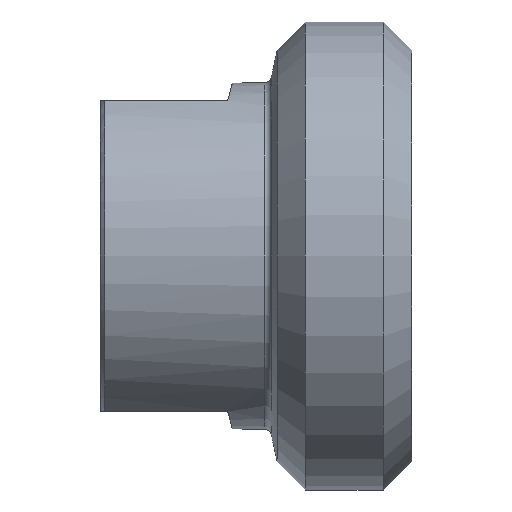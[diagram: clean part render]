
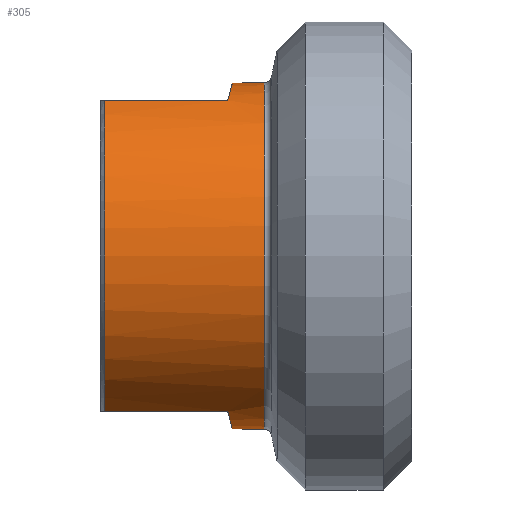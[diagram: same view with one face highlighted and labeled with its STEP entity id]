
A CAD part, front view. The second image highlights one B-rep face of the part: STEP entity #305.
In plain terms, the highlighted cylindrical face has radius 12.25 mm (diameter 24.5 mm), a full revolution.
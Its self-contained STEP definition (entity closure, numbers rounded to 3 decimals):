
#15=CYLINDRICAL_SURFACE('',#358,12.25);
#31=CIRCLE('',#344,12.25);
#32=CIRCLE('',#346,12.25);
#33=CIRCLE('',#347,12.25);
#37=CIRCLE('',#353,12.25);
#41=CIRCLE('',#357,12.25);
#51=ELLIPSE('',#335,12.682,12.25);
#52=ELLIPSE('',#338,12.682,12.25);
#62=FACE_OUTER_BOUND('',#80,.T.);
#80=EDGE_LOOP('',(#241,#242,#243,#244,#245,#246,#247,#248,#249,#250,#251,
#252,#253));
#89=LINE('',#485,#105);
#91=LINE('',#489,#107);
#93=LINE('',#504,#109);
#95=LINE('',#508,#111);
#98=LINE('',#546,#114);
#105=VECTOR('',#379,10.);
#107=VECTOR('',#381,10.);
#109=VECTOR('',#389,10.);
#111=VECTOR('',#391,10.);
#114=VECTOR('',#438,12.25);
#125=VERTEX_POINT('',#479);
#127=VERTEX_POINT('',#484);
#128=VERTEX_POINT('',#486);
#129=VERTEX_POINT('',#488);
#131=VERTEX_POINT('',#498);
#133=VERTEX_POINT('',#503);
#134=VERTEX_POINT('',#505);
#135=VERTEX_POINT('',#507);
#138=VERTEX_POINT('',#524);
#142=VERTEX_POINT('',#536);
#143=VERTEX_POINT('',#537);
#156=EDGE_CURVE('',#127,#125,#89,.T.);
#158=EDGE_CURVE('',#129,#128,#91,.T.);
#161=EDGE_CURVE('',#128,#127,#51,.T.);
#163=EDGE_CURVE('',#133,#131,#93,.T.);
#165=EDGE_CURVE('',#135,#134,#95,.T.);
#168=EDGE_CURVE('',#134,#133,#52,.T.);
#172=EDGE_CURVE('',#129,#131,#31,.T.);
#173=EDGE_CURVE('',#135,#138,#32,.T.);
#174=EDGE_CURVE('',#138,#125,#33,.T.);
#179=EDGE_CURVE('',#142,#143,#37,.T.);
#183=EDGE_CURVE('',#143,#142,#41,.T.);
#184=EDGE_CURVE('',#142,#138,#98,.T.);
#241=ORIENTED_EDGE('',*,*,#179,.F.);
#242=ORIENTED_EDGE('',*,*,#184,.T.);
#243=ORIENTED_EDGE('',*,*,#173,.F.);
#244=ORIENTED_EDGE('',*,*,#165,.T.);
#245=ORIENTED_EDGE('',*,*,#168,.T.);
#246=ORIENTED_EDGE('',*,*,#163,.T.);
#247=ORIENTED_EDGE('',*,*,#172,.F.);
#248=ORIENTED_EDGE('',*,*,#158,.T.);
#249=ORIENTED_EDGE('',*,*,#161,.T.);
#250=ORIENTED_EDGE('',*,*,#156,.T.);
#251=ORIENTED_EDGE('',*,*,#174,.F.);
#252=ORIENTED_EDGE('',*,*,#184,.F.);
#253=ORIENTED_EDGE('',*,*,#183,.F.);
#305=ADVANCED_FACE('',(#62),#15,.T.);
#335=AXIS2_PLACEMENT_3D('',#496,#385,#386);
#338=AXIS2_PLACEMENT_3D('',#515,#395,#396);
#344=AXIS2_PLACEMENT_3D('',#522,#407,#408);
#346=AXIS2_PLACEMENT_3D('',#525,#411,#412);
#347=AXIS2_PLACEMENT_3D('',#526,#413,#414);
#353=AXIS2_PLACEMENT_3D('',#538,#426,#427);
#357=AXIS2_PLACEMENT_3D('',#544,#434,#435);
#358=AXIS2_PLACEMENT_3D('',#545,#436,#437);
#379=DIRECTION('',(-1.,0.,0.));
#381=DIRECTION('',(1.,0.,0.));
#385=DIRECTION('center_axis',(0.966,0.,-0.259));
#386=DIRECTION('ref_axis',(0.259,0.,0.966));
#389=DIRECTION('',(-1.,0.,0.));
#391=DIRECTION('',(1.,0.,0.));
#395=DIRECTION('center_axis',(0.966,0.,0.259));
#396=DIRECTION('ref_axis',(-0.259,0.,0.966));
#407=DIRECTION('center_axis',(-1.,0.,0.));
#408=DIRECTION('ref_axis',(0.,-1.,0.));
#411=DIRECTION('center_axis',(-1.,0.,0.));
#412=DIRECTION('ref_axis',(0.,-1.,0.));
#413=DIRECTION('center_axis',(-1.,0.,0.));
#414=DIRECTION('ref_axis',(0.,-1.,0.));
#426=DIRECTION('center_axis',(1.,0.,0.));
#427=DIRECTION('ref_axis',(0.,-1.,0.));
#434=DIRECTION('center_axis',(1.,0.,0.));
#435=DIRECTION('ref_axis',(0.,-1.,0.));
#436=DIRECTION('center_axis',(1.,0.,0.));
#437=DIRECTION('ref_axis',(0.,1.,0.));
#438=DIRECTION('',(-1.,0.,0.));
#479=CARTESIAN_POINT('',(-21.7,-5.391,11.));
#484=CARTESIAN_POINT('',(-13.,-5.391,11.));
#485=CARTESIAN_POINT('',(-16.,-5.391,11.));
#486=CARTESIAN_POINT('',(-13.,5.391,11.));
#488=CARTESIAN_POINT('',(-21.7,5.391,11.));
#489=CARTESIAN_POINT('',(-16.,5.391,11.));
#496=CARTESIAN_POINT('Origin',(-15.947,0.,0.));
#498=CARTESIAN_POINT('',(-21.7,5.391,-11.));
#503=CARTESIAN_POINT('',(-13.,5.391,-11.));
#504=CARTESIAN_POINT('',(-16.,5.391,-11.));
#505=CARTESIAN_POINT('',(-13.,-5.391,-11.));
#507=CARTESIAN_POINT('',(-21.7,-5.391,-11.));
#508=CARTESIAN_POINT('',(-16.,-5.391,-11.));
#515=CARTESIAN_POINT('Origin',(-15.947,0.,0.));
#522=CARTESIAN_POINT('Origin',(-21.7,0.,0.));
#524=CARTESIAN_POINT('',(-21.7,-12.25,0.));
#525=CARTESIAN_POINT('Origin',(-21.7,0.,0.));
#526=CARTESIAN_POINT('Origin',(-21.7,0.,0.));
#536=CARTESIAN_POINT('',(-10.403,-12.25,0.));
#537=CARTESIAN_POINT('',(-10.403,0.,12.25));
#538=CARTESIAN_POINT('Origin',(-10.403,0.,0.));
#544=CARTESIAN_POINT('Origin',(-10.403,0.,0.));
#545=CARTESIAN_POINT('Origin',(-16.,0.,0.));
#546=CARTESIAN_POINT('',(-16.,-12.25,0.));
